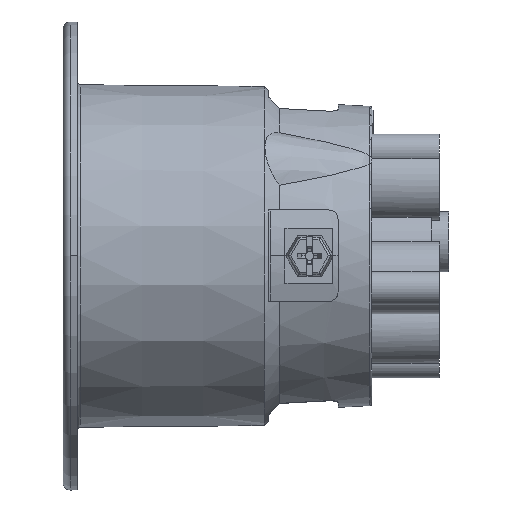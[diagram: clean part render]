
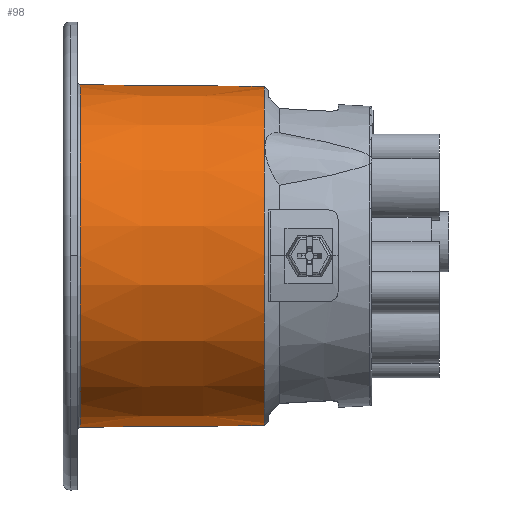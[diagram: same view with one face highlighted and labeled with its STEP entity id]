
A CAD part, top view. The second image highlights one B-rep face of the part: STEP entity #98.
In plain terms, the highlighted conical face has half-angle 0.5 degrees and reference radius 28.169 mm.
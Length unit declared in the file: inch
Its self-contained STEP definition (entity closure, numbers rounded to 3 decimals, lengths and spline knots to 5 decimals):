
#98 = ADVANCED_FACE ( 'NONE', ( #21805 ), #3444, .T. ) ;
#279 = ORIENTED_EDGE ( 'NONE', *, *, #34486, .T. ) ;
#2265 = VERTEX_POINT ( 'NONE', #27582 ) ;
#2621 = EDGE_CURVE ( 'NONE', #8981, #46790, #10623, .T. ) ;
#3444 = CONICAL_SURFACE ( 'NONE', #18505, 1.109, 0.009 ) ;
#4633 = LINE ( 'NONE', #18474, #42431 ) ;
#5412 = CARTESIAN_POINT ( 'NONE',  ( -0.921, -1.109, 0. ) ) ;
#7111 = ORIENTED_EDGE ( 'NONE', *, *, #47863, .F. ) ;
#8164 = CARTESIAN_POINT ( 'NONE',  ( 0.28755, 0., 0. ) ) ;
#8195 = CIRCLE ( 'NONE', #55545, 1.10883 ) ;
#8981 = VERTEX_POINT ( 'NONE', #39472 ) ;
#10623 = CIRCLE ( 'NONE', #43812, 1.09845 ) ;
#13670 = LINE ( 'NONE', #5412, #25573 ) ;
#15449 = CARTESIAN_POINT ( 'NONE',  ( -0.90117, -1.10883, 0. ) ) ;
#18474 = CARTESIAN_POINT ( 'NONE',  ( -0.921, 1.109, 0. ) ) ;
#18505 = AXIS2_PLACEMENT_3D ( 'NONE', #39976, #51204, #46213 ) ;
#18836 = DIRECTION ( 'NONE',  ( -1., 0., 0. ) ) ;
#21770 = EDGE_LOOP ( 'NONE', ( #7111, #32094, #49433, #279 ) ) ;
#21805 = FACE_OUTER_BOUND ( 'NONE', #21770, .T. ) ;
#25573 = VECTOR ( 'NONE', #31252, 39.37008 ) ;
#27509 = DIRECTION ( 'NONE',  ( 0., 0., -1. ) ) ;
#27582 = CARTESIAN_POINT ( 'NONE',  ( -0.90117, 1.10883, 0. ) ) ;
#29081 = CARTESIAN_POINT ( 'NONE',  ( 0.28755, 1.09845, 0. ) ) ;
#30165 = DIRECTION ( 'NONE',  ( -1., 0., 0. ) ) ;
#31252 = DIRECTION ( 'NONE',  ( -1., -0.009, 0. ) ) ;
#32094 = ORIENTED_EDGE ( 'NONE', *, *, #37053, .F. ) ;
#34486 = EDGE_CURVE ( 'NONE', #46790, #2265, #4633, .T. ) ;
#37053 = EDGE_CURVE ( 'NONE', #8981, #53388, #13670, .T. ) ;
#39472 = CARTESIAN_POINT ( 'NONE',  ( 0.28755, -1.09845, 0. ) ) ;
#39976 = CARTESIAN_POINT ( 'NONE',  ( -0.921, 0., 0. ) ) ;
#40511 = DIRECTION ( 'NONE',  ( -1., 0.009, 0. ) ) ;
#42431 = VECTOR ( 'NONE', #40511, 39.37008 ) ;
#43812 = AXIS2_PLACEMENT_3D ( 'NONE', #8164, #30165, #48536 ) ;
#46213 = DIRECTION ( 'NONE',  ( 0., 1., 0. ) ) ;
#46790 = VERTEX_POINT ( 'NONE', #29081 ) ;
#47863 = EDGE_CURVE ( 'NONE', #53388, #2265, #8195, .T. ) ;
#48536 = DIRECTION ( 'NONE',  ( 0., -0.643, -0.766 ) ) ;
#49433 = ORIENTED_EDGE ( 'NONE', *, *, #2621, .T. ) ;
#50362 = CARTESIAN_POINT ( 'NONE',  ( -0.90117, 0., 0. ) ) ;
#51204 = DIRECTION ( 'NONE',  ( -1., 0., 0. ) ) ;
#53388 = VERTEX_POINT ( 'NONE', #15449 ) ;
#55545 = AXIS2_PLACEMENT_3D ( 'NONE', #50362, #18836, #27509 ) ;
